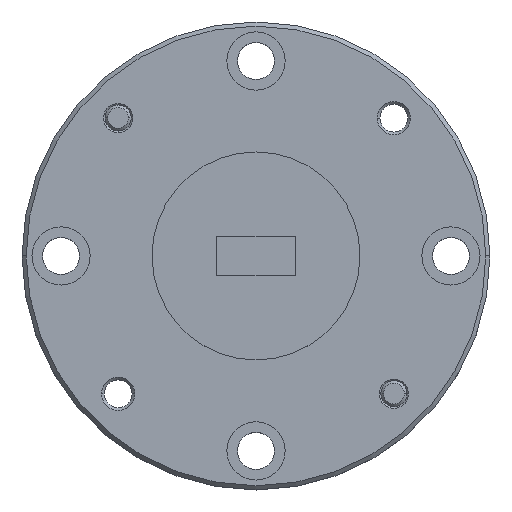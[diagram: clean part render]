
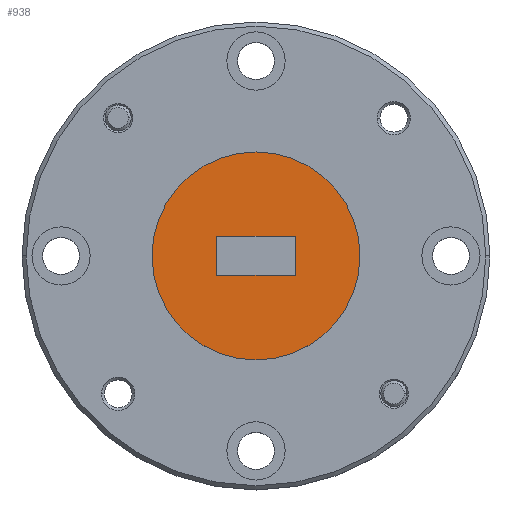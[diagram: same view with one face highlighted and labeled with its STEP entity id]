
A CAD part, top view. The second image highlights one B-rep face of the part: STEP entity #938.
In plain terms, the highlighted planar face has unit normal (0, 0, 1).
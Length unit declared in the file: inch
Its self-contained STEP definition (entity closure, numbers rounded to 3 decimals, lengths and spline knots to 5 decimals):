
#4 = ORIENTED_EDGE ( 'NONE', *, *, #2252, .T. ) ;
#5 = CARTESIAN_POINT ( 'NONE',  ( -0.25, 0., 0.16 ) ) ;
#10 = CARTESIAN_POINT ( 'NONE',  ( 0.25, 0., 0.16 ) ) ;
#86 = PLANE ( 'NONE',  #487 ) ;
#100 = DIRECTION ( 'NONE',  ( 0., 0., 1. ) ) ;
#112 = DIRECTION ( 'NONE',  ( 0., 0., -1. ) ) ;
#218 = VERTEX_POINT ( 'NONE', #1293 ) ;
#256 = DIRECTION ( 'NONE',  ( 0., 0., -1. ) ) ;
#319 = CARTESIAN_POINT ( 'NONE',  ( 0., 0., 0.16 ) ) ;
#405 = ORIENTED_EDGE ( 'NONE', *, *, #1074, .F. ) ;
#487 = AXIS2_PLACEMENT_3D ( 'NONE', #1901, #100, #1690 ) ;
#573 = FACE_BOUND ( 'NONE', #970, .T. ) ;
#590 = DIRECTION ( 'NONE',  ( -1., 0., 0. ) ) ;
#643 = LINE ( 'NONE', #1730, #705 ) ;
#653 = DIRECTION ( 'NONE',  ( 0., 1., 0. ) ) ;
#705 = VECTOR ( 'NONE', #653, 39.37008 ) ;
#733 = CIRCLE ( 'NONE', #1391, 0.25 ) ;
#761 = VECTOR ( 'NONE', #1998, 39.37008 ) ;
#834 = VERTEX_POINT ( 'NONE', #5 ) ;
#872 = VERTEX_POINT ( 'NONE', #10 ) ;
#938 = ADVANCED_FACE ( 'NONE', ( #1640, #573 ), #86, .T. ) ;
#945 = VERTEX_POINT ( 'NONE', #2215 ) ;
#967 = VERTEX_POINT ( 'NONE', #2243 ) ;
#970 = EDGE_LOOP ( 'NONE', ( #1660, #4, #1245, #1503 ) ) ;
#1008 = AXIS2_PLACEMENT_3D ( 'NONE', #319, #112, #2263 ) ;
#1041 = LINE ( 'NONE', #1262, #1609 ) ;
#1063 = CARTESIAN_POINT ( 'NONE',  ( -0.094, 0.047, 0.16 ) ) ;
#1074 = EDGE_CURVE ( 'NONE', #834, #872, #1368, .T. ) ;
#1245 = ORIENTED_EDGE ( 'NONE', *, *, #2276, .T. ) ;
#1262 = CARTESIAN_POINT ( 'NONE',  ( 0.094, 0., 0.16 ) ) ;
#1273 = LINE ( 'NONE', #1921, #1536 ) ;
#1290 = EDGE_CURVE ( 'NONE', #1833, #967, #1968, .T. ) ;
#1293 = CARTESIAN_POINT ( 'NONE',  ( 0.094, -0.047, 0.16 ) ) ;
#1310 = EDGE_CURVE ( 'NONE', #967, #218, #1041, .T. ) ;
#1368 = CIRCLE ( 'NONE', #1008, 0.25 ) ;
#1374 = EDGE_CURVE ( 'NONE', #872, #834, #733, .T. ) ;
#1391 = AXIS2_PLACEMENT_3D ( 'NONE', #1465, #256, #590 ) ;
#1465 = CARTESIAN_POINT ( 'NONE',  ( 0., 0., 0.16 ) ) ;
#1503 = ORIENTED_EDGE ( 'NONE', *, *, #1290, .T. ) ;
#1536 = VECTOR ( 'NONE', #2084, 39.37008 ) ;
#1593 = ORIENTED_EDGE ( 'NONE', *, *, #1374, .F. ) ;
#1609 = VECTOR ( 'NONE', #2178, 39.37008 ) ;
#1640 = FACE_OUTER_BOUND ( 'NONE', #2261, .T. ) ;
#1660 = ORIENTED_EDGE ( 'NONE', *, *, #1310, .T. ) ;
#1690 = DIRECTION ( 'NONE',  ( 1., 0., 0. ) ) ;
#1730 = CARTESIAN_POINT ( 'NONE',  ( -0.094, 0., 0.16 ) ) ;
#1811 = CARTESIAN_POINT ( 'NONE',  ( 0., 0.047, 0.16 ) ) ;
#1833 = VERTEX_POINT ( 'NONE', #1063 ) ;
#1901 = CARTESIAN_POINT ( 'NONE',  ( 0., 0., 0.16 ) ) ;
#1921 = CARTESIAN_POINT ( 'NONE',  ( 0., -0.047, 0.16 ) ) ;
#1968 = LINE ( 'NONE', #1811, #761 ) ;
#1998 = DIRECTION ( 'NONE',  ( 1., 0., 0. ) ) ;
#2084 = DIRECTION ( 'NONE',  ( -1., 0., 0. ) ) ;
#2178 = DIRECTION ( 'NONE',  ( 0., -1., 0. ) ) ;
#2215 = CARTESIAN_POINT ( 'NONE',  ( -0.094, -0.047, 0.16 ) ) ;
#2243 = CARTESIAN_POINT ( 'NONE',  ( 0.094, 0.047, 0.16 ) ) ;
#2252 = EDGE_CURVE ( 'NONE', #218, #945, #1273, .T. ) ;
#2261 = EDGE_LOOP ( 'NONE', ( #405, #1593 ) ) ;
#2263 = DIRECTION ( 'NONE',  ( -1., 0., 0. ) ) ;
#2276 = EDGE_CURVE ( 'NONE', #945, #1833, #643, .T. ) ;
